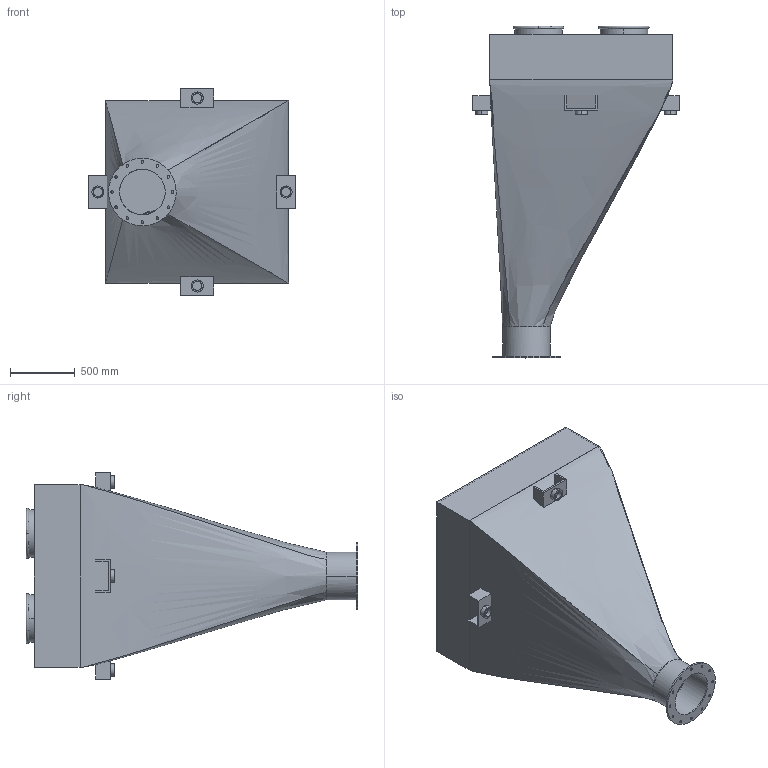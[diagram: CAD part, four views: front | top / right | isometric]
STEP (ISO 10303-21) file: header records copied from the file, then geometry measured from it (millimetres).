
FILE_DESCRIPTION(('FreeCAD Model'),'2;1');
FILE_NAME('Open CASCADE Shape Model','2025-05-08T05:43:52',('FreeCAD'),( 'FreeCAD'),'Open CASCADE STEP processor 7.6','FreeCAD','Unknown');
FILE_SCHEMA(('AUTOMOTIVE_DESIGN { 1 0 10303 214 1 1 1 1 }'));
Length unit declared in the file: millimetre
Products named in the file (1): Open CASCADE STEP translator 7.6 1
Bounding box: 1593.39 x 2561.98 x 1592.29 mm (x, y, z)
Volume: 82803969.6 mm3; surface area: 22992463.1 mm2
Topology: 3 solids, 3 shells, 126 faces, 310 edges, 204 vertices
Faces by surface type: bspline 126
Entity records: 19502 total; most frequent: CARTESIAN_POINT 17629, ORIENTED_EDGE 620, EDGE_CURVE 310, VERTEX_POINT 204, B_SPLINE_CURVE_WITH_KNOTS 188, FACE_BOUND 168, EDGE_LOOP 168, ADVANCED_FACE 126
